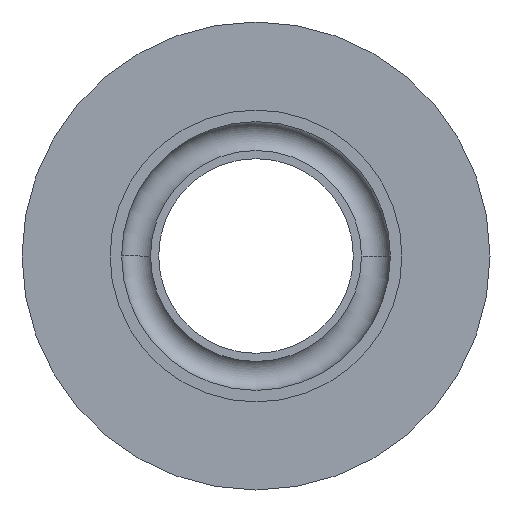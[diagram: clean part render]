
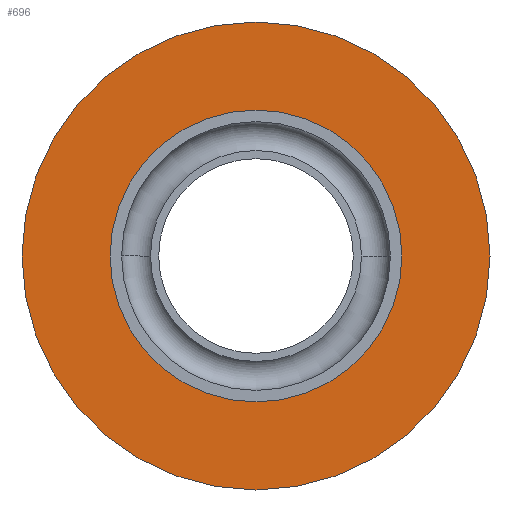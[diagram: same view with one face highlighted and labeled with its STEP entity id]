
A CAD part, left-side view. The second image highlights one B-rep face of the part: STEP entity #696.
In plain terms, the highlighted planar face has unit normal (-1, 0, 0).
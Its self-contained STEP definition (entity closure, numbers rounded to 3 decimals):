
#40 = DIRECTION ( 'NONE',  ( 0., 1., 0. ) ) ;
#56 = DIRECTION ( 'NONE',  ( -1., 0., 0. ) ) ;
#58 = CIRCLE ( 'NONE', #401, 15.75 ) ;
#75 = CARTESIAN_POINT ( 'NONE',  ( -10.38, 12.115, 0. ) ) ;
#109 = PLANE ( 'NONE',  #113 ) ;
#110 = CARTESIAN_POINT ( 'NONE',  ( -10.38, -13.135, 0. ) ) ;
#113 = AXIS2_PLACEMENT_3D ( 'NONE', #844, #429, #40 ) ;
#148 = AXIS2_PLACEMENT_3D ( 'NONE', #209, #466, #848 ) ;
#175 = VERTEX_POINT ( 'NONE', #110 ) ;
#183 = ORIENTED_EDGE ( 'NONE', *, *, #204, .F. ) ;
#187 = VERTEX_POINT ( 'NONE', #447 ) ;
#189 = CARTESIAN_POINT ( 'NONE',  ( -10.38, 37.365, 0. ) ) ;
#204 = EDGE_CURVE ( 'NONE', #187, #440, #58, .T. ) ;
#209 = CARTESIAN_POINT ( 'NONE',  ( -10.38, 12.115, 0. ) ) ;
#239 = EDGE_LOOP ( 'NONE', ( #754, #783 ) ) ;
#242 = CARTESIAN_POINT ( 'NONE',  ( -10.38, 12.115, 0. ) ) ;
#319 = ORIENTED_EDGE ( 'NONE', *, *, #330, .F. ) ;
#320 = FACE_BOUND ( 'NONE', #801, .T. ) ;
#330 = EDGE_CURVE ( 'NONE', #440, #187, #782, .T. ) ;
#334 = CARTESIAN_POINT ( 'NONE',  ( -10.38, -3.635, 0. ) ) ;
#355 = CARTESIAN_POINT ( 'NONE',  ( -10.38, 12.115, 0. ) ) ;
#401 = AXIS2_PLACEMENT_3D ( 'NONE', #242, #56, #430 ) ;
#413 = DIRECTION ( 'NONE',  ( 0., -1., 0. ) ) ;
#417 = DIRECTION ( 'NONE',  ( -1., 0., 0. ) ) ;
#429 = DIRECTION ( 'NONE',  ( 1., 0., 0. ) ) ;
#430 = DIRECTION ( 'NONE',  ( 0., -1., 0. ) ) ;
#440 = VERTEX_POINT ( 'NONE', #334 ) ;
#447 = CARTESIAN_POINT ( 'NONE',  ( -10.38, 27.865, 0. ) ) ;
#452 = AXIS2_PLACEMENT_3D ( 'NONE', #75, #459, #474 ) ;
#459 = DIRECTION ( 'NONE',  ( -1., 0., 0. ) ) ;
#466 = DIRECTION ( 'NONE',  ( -1., 0., 0. ) ) ;
#469 = EDGE_CURVE ( 'NONE', #790, #175, #744, .T. ) ;
#474 = DIRECTION ( 'NONE',  ( 0., -1., 0. ) ) ;
#668 = CIRCLE ( 'NONE', #452, 25.25 ) ;
#679 = AXIS2_PLACEMENT_3D ( 'NONE', #355, #417, #413 ) ;
#696 = ADVANCED_FACE ( 'NONE', ( #320, #833 ), #109, .F. ) ;
#744 = CIRCLE ( 'NONE', #679, 25.25 ) ;
#754 = ORIENTED_EDGE ( 'NONE', *, *, #787, .T. ) ;
#782 = CIRCLE ( 'NONE', #148, 15.75 ) ;
#783 = ORIENTED_EDGE ( 'NONE', *, *, #469, .T. ) ;
#787 = EDGE_CURVE ( 'NONE', #175, #790, #668, .T. ) ;
#790 = VERTEX_POINT ( 'NONE', #189 ) ;
#801 = EDGE_LOOP ( 'NONE', ( #319, #183 ) ) ;
#833 = FACE_OUTER_BOUND ( 'NONE', #239, .T. ) ;
#844 = CARTESIAN_POINT ( 'NONE',  ( -10.38, 37.365, 0. ) ) ;
#848 = DIRECTION ( 'NONE',  ( 0., -1., 0. ) ) ;
